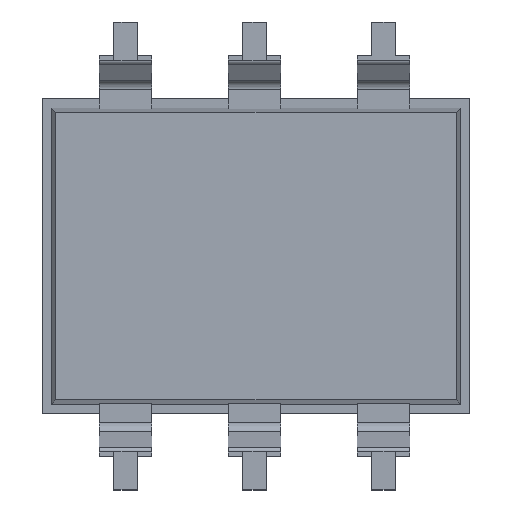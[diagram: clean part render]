
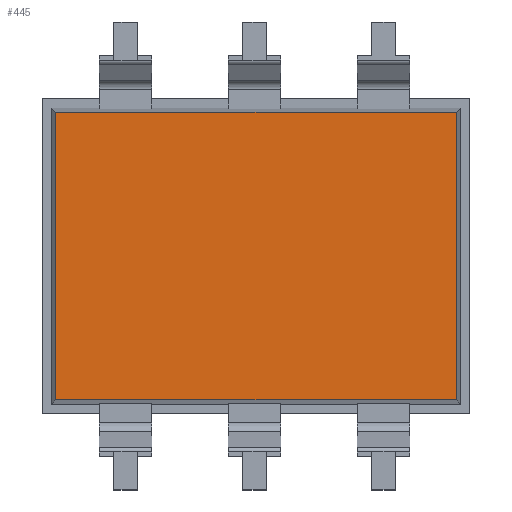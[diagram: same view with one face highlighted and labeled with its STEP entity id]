
A CAD part, top view. The second image highlights one B-rep face of the part: STEP entity #445.
In plain terms, the highlighted planar face has unit normal (0, 0, 1).
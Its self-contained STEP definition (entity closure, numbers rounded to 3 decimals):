
#319 = FACE_OUTER_BOUND ( 'NONE', #5765, .T. ) ;
#392 = CARTESIAN_POINT ( 'NONE',  ( 4.193, -3.1, 2. ) ) ;
#445 = ADVANCED_FACE ( 'NONE', ( #319 ), #2921, .T. ) ;
#457 = DIRECTION ( 'NONE',  ( 0., 1., 0. ) ) ;
#459 = VERTEX_POINT ( 'NONE', #1398 ) ;
#546 = CARTESIAN_POINT ( 'NONE',  ( -4.193, 3.1, 2. ) ) ;
#819 = VERTEX_POINT ( 'NONE', #3114 ) ;
#1211 = AXIS2_PLACEMENT_3D ( 'NONE', #2403, #1328, #2950 ) ;
#1266 = VECTOR ( 'NONE', #457, 1000. ) ;
#1328 = DIRECTION ( 'NONE',  ( 0., 0., 1. ) ) ;
#1398 = CARTESIAN_POINT ( 'NONE',  ( -4.193, 3.013, 2. ) ) ;
#1568 = LINE ( 'NONE', #392, #1266 ) ;
#2146 = EDGE_CURVE ( 'NONE', #819, #459, #6785, .T. ) ;
#2151 = ORIENTED_EDGE ( 'NONE', *, *, #2868, .T. ) ;
#2285 = VERTEX_POINT ( 'NONE', #3385 ) ;
#2387 = EDGE_CURVE ( 'NONE', #4860, #819, #1568, .T. ) ;
#2403 = CARTESIAN_POINT ( 'NONE',  ( 0., 0., 2. ) ) ;
#2589 = VECTOR ( 'NONE', #6883, 1000. ) ;
#2660 = LINE ( 'NONE', #546, #2589 ) ;
#2744 = ORIENTED_EDGE ( 'NONE', *, *, #5190, .T. ) ;
#2868 = EDGE_CURVE ( 'NONE', #2285, #4860, #4252, .T. ) ;
#2921 = PLANE ( 'NONE',  #1211 ) ;
#2950 = DIRECTION ( 'NONE',  ( 1., 0., 0. ) ) ;
#3054 = DIRECTION ( 'NONE',  ( -1., 0., 0. ) ) ;
#3114 = CARTESIAN_POINT ( 'NONE',  ( 4.193, 3.013, 2. ) ) ;
#3385 = CARTESIAN_POINT ( 'NONE',  ( -4.193, -3.013, 2. ) ) ;
#3866 = ORIENTED_EDGE ( 'NONE', *, *, #2387, .T. ) ;
#4212 = CARTESIAN_POINT ( 'NONE',  ( -4.28, -3.013, 2. ) ) ;
#4252 = LINE ( 'NONE', #4212, #5904 ) ;
#4860 = VERTEX_POINT ( 'NONE', #6390 ) ;
#5190 = EDGE_CURVE ( 'NONE', #459, #2285, #2660, .T. ) ;
#5765 = EDGE_LOOP ( 'NONE', ( #2151, #3866, #5781, #2744 ) ) ;
#5781 = ORIENTED_EDGE ( 'NONE', *, *, #2146, .T. ) ;
#5904 = VECTOR ( 'NONE', #6354, 1000. ) ;
#6309 = CARTESIAN_POINT ( 'NONE',  ( 4.28, 3.013, 2. ) ) ;
#6354 = DIRECTION ( 'NONE',  ( 1., 0., 0. ) ) ;
#6390 = CARTESIAN_POINT ( 'NONE',  ( 4.193, -3.013, 2. ) ) ;
#6503 = VECTOR ( 'NONE', #3054, 1000. ) ;
#6785 = LINE ( 'NONE', #6309, #6503 ) ;
#6883 = DIRECTION ( 'NONE',  ( 0., -1., 0. ) ) ;
